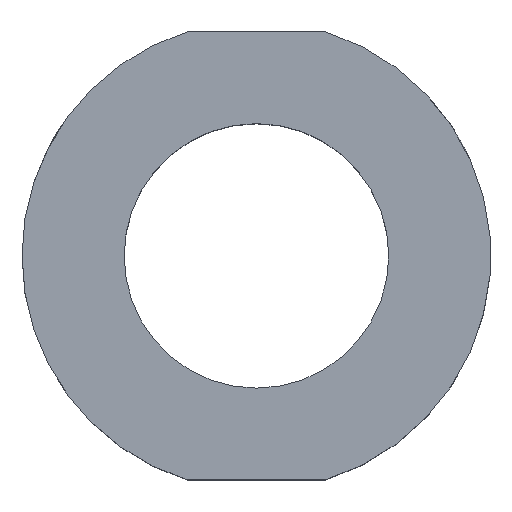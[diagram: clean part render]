
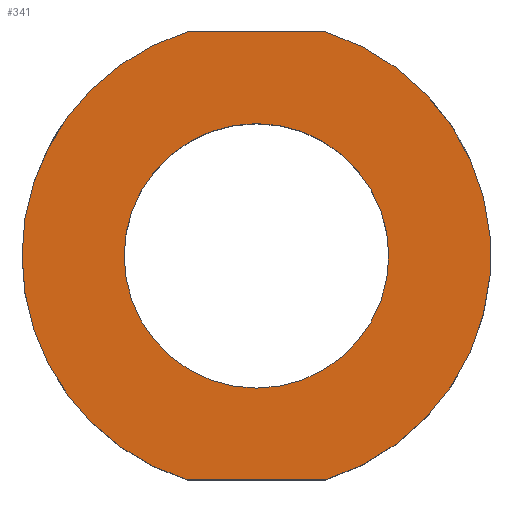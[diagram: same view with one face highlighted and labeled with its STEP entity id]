
A CAD part, top view. The second image highlights one B-rep face of the part: STEP entity #341.
In plain terms, the highlighted planar face has unit normal (0, 0, 1).
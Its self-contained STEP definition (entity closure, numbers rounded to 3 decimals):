
#14 = EDGE_CURVE ( 'NONE', #108, #37, #1005, .T. ) ;
#21 = VERTEX_POINT ( 'NONE', #299 ) ;
#28 = PLANE ( 'NONE',  #782 ) ;
#30 = EDGE_CURVE ( 'NONE', #881, #289, #318, .T. ) ;
#36 = DIRECTION ( 'NONE',  ( -1., 0., 0. ) ) ;
#37 = VERTEX_POINT ( 'NONE', #937 ) ;
#42 = CARTESIAN_POINT ( 'NONE',  ( 0., 0., 7.5 ) ) ;
#106 = EDGE_CURVE ( 'NONE', #108, #607, #620, .T. ) ;
#108 = VERTEX_POINT ( 'NONE', #494 ) ;
#112 = EDGE_LOOP ( 'NONE', ( #213, #875, #807, #825, #766 ) ) ;
#124 = CARTESIAN_POINT ( 'NONE',  ( 0., 0., 7.5 ) ) ;
#160 = AXIS2_PLACEMENT_3D ( 'NONE', #385, #571, #397 ) ;
#179 = LINE ( 'NONE', #439, #430 ) ;
#193 = CARTESIAN_POINT ( 'NONE',  ( -6.633, -21.5, 7.5 ) ) ;
#202 = DIRECTION ( 'NONE',  ( -1., 0., 0. ) ) ;
#213 = ORIENTED_EDGE ( 'NONE', *, *, #1092, .F. ) ;
#228 = AXIS2_PLACEMENT_3D ( 'NONE', #933, #483, #36 ) ;
#289 = VERTEX_POINT ( 'NONE', #949 ) ;
#299 = CARTESIAN_POINT ( 'NONE',  ( -22.5, 0., 7.5 ) ) ;
#300 = AXIS2_PLACEMENT_3D ( 'NONE', #476, #569, #1044 ) ;
#318 = CIRCLE ( 'NONE', #160, 12.7 ) ;
#341 = ADVANCED_FACE ( 'NONE', ( #345, #526 ), #28, .F. ) ;
#345 = FACE_OUTER_BOUND ( 'NONE', #112, .T. ) ;
#379 = DIRECTION ( 'NONE',  ( 0., 0., -1. ) ) ;
#380 = AXIS2_PLACEMENT_3D ( 'NONE', #42, #738, #202 ) ;
#385 = CARTESIAN_POINT ( 'NONE',  ( 0., 0., 7.5 ) ) ;
#391 = VERTEX_POINT ( 'NONE', #193 ) ;
#397 = DIRECTION ( 'NONE',  ( -1., 0., 0. ) ) ;
#426 = CARTESIAN_POINT ( 'NONE',  ( 6.633, -21.5, 7.5 ) ) ;
#430 = VECTOR ( 'NONE', #794, 1000. ) ;
#439 = CARTESIAN_POINT ( 'NONE',  ( 22.5, -21.5, 7.5 ) ) ;
#473 = DIRECTION ( 'NONE',  ( 0., 0., -1. ) ) ;
#476 = CARTESIAN_POINT ( 'NONE',  ( 0., 0., 7.5 ) ) ;
#483 = DIRECTION ( 'NONE',  ( 0., 0., -1. ) ) ;
#494 = CARTESIAN_POINT ( 'NONE',  ( 6.633, 21.5, 7.5 ) ) ;
#515 = VECTOR ( 'NONE', #814, 1000. ) ;
#516 = CIRCLE ( 'NONE', #979, 12.7 ) ;
#526 = FACE_BOUND ( 'NONE', #950, .T. ) ;
#558 = DIRECTION ( 'NONE',  ( -1., 0., 0. ) ) ;
#569 = DIRECTION ( 'NONE',  ( 0., 0., -1. ) ) ;
#571 = DIRECTION ( 'NONE',  ( 0., 0., -1. ) ) ;
#607 = VERTEX_POINT ( 'NONE', #426 ) ;
#615 = ORIENTED_EDGE ( 'NONE', *, *, #30, .T. ) ;
#620 = CIRCLE ( 'NONE', #228, 22.5 ) ;
#719 = CARTESIAN_POINT ( 'NONE',  ( 22.5, 21.5, 7.5 ) ) ;
#728 = CIRCLE ( 'NONE', #300, 22.5 ) ;
#738 = DIRECTION ( 'NONE',  ( 0., 0., -1. ) ) ;
#749 = EDGE_CURVE ( 'NONE', #391, #607, #179, .T. ) ;
#766 = ORIENTED_EDGE ( 'NONE', *, *, #1039, .F. ) ;
#782 = AXIS2_PLACEMENT_3D ( 'NONE', #905, #379, #1002 ) ;
#794 = DIRECTION ( 'NONE',  ( 1., 0., 0. ) ) ;
#807 = ORIENTED_EDGE ( 'NONE', *, *, #106, .F. ) ;
#814 = DIRECTION ( 'NONE',  ( -1., 0., 0. ) ) ;
#825 = ORIENTED_EDGE ( 'NONE', *, *, #14, .T. ) ;
#871 = ORIENTED_EDGE ( 'NONE', *, *, #903, .T. ) ;
#875 = ORIENTED_EDGE ( 'NONE', *, *, #749, .T. ) ;
#881 = VERTEX_POINT ( 'NONE', #992 ) ;
#903 = EDGE_CURVE ( 'NONE', #289, #881, #516, .T. ) ;
#905 = CARTESIAN_POINT ( 'NONE',  ( 22.5, 0., 7.5 ) ) ;
#933 = CARTESIAN_POINT ( 'NONE',  ( 0., 0., 7.5 ) ) ;
#937 = CARTESIAN_POINT ( 'NONE',  ( -6.633, 21.5, 7.5 ) ) ;
#949 = CARTESIAN_POINT ( 'NONE',  ( 12.7, 0., 7.5 ) ) ;
#950 = EDGE_LOOP ( 'NONE', ( #615, #871 ) ) ;
#963 = CIRCLE ( 'NONE', #380, 22.5 ) ;
#979 = AXIS2_PLACEMENT_3D ( 'NONE', #124, #473, #558 ) ;
#992 = CARTESIAN_POINT ( 'NONE',  ( -12.7, 0., 7.5 ) ) ;
#1002 = DIRECTION ( 'NONE',  ( -1., 0., 0. ) ) ;
#1005 = LINE ( 'NONE', #719, #515 ) ;
#1039 = EDGE_CURVE ( 'NONE', #21, #37, #963, .T. ) ;
#1044 = DIRECTION ( 'NONE',  ( -1., 0., 0. ) ) ;
#1092 = EDGE_CURVE ( 'NONE', #391, #21, #728, .T. ) ;
